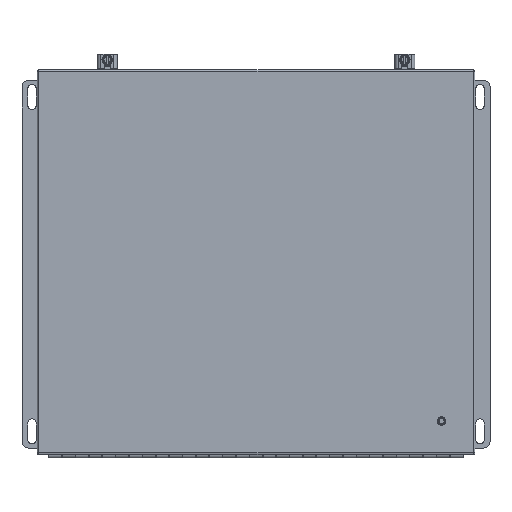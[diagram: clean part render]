
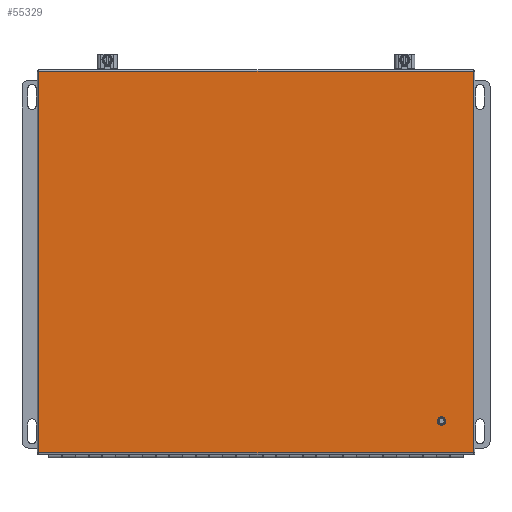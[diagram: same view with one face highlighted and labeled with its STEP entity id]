
A CAD part, top view. The second image highlights one B-rep face of the part: STEP entity #55329.
In plain terms, the highlighted planar face has unit normal (0, 0, 1).
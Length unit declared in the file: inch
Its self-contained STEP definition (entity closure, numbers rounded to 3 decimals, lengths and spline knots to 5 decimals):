
#142 = LINE ( 'NONE', #80061, #82351 ) ;
#5343 = LINE ( 'NONE', #85637, #26908 ) ;
#5784 = DIRECTION ( 'NONE',  ( -1., 0., 0. ) ) ;
#10245 = ORIENTED_EDGE ( 'NONE', *, *, #47757, .T. ) ;
#10368 = VERTEX_POINT ( 'NONE', #61024 ) ;
#12877 = CARTESIAN_POINT ( 'NONE',  ( 16.19, -0.07504, 8.185 ) ) ;
#16091 = CARTESIAN_POINT ( 'NONE',  ( 14.99727, 1.1165, 8.185 ) ) ;
#18937 = EDGE_CURVE ( 'NONE', #10368, #83325, #77335, .T. ) ;
#20276 = DIRECTION ( 'NONE',  ( 0., 1., 0. ) ) ;
#24252 = AXIS2_PLACEMENT_3D ( 'NONE', #16091, #43022, #43465 ) ;
#26908 = VECTOR ( 'NONE', #5784, 39.37008 ) ;
#28197 = ORIENTED_EDGE ( 'NONE', *, *, #18937, .T. ) ;
#33433 = EDGE_LOOP ( 'NONE', ( #28197, #54373, #51171, #10245 ) ) ;
#36221 = CARTESIAN_POINT ( 'NONE',  ( 16.19, 14.19, 8.185 ) ) ;
#36281 = DIRECTION ( 'NONE',  ( 0., -1., 0. ) ) ;
#38120 = FACE_BOUND ( 'NONE', #70755, .T. ) ;
#40489 = EDGE_CURVE ( 'NONE', #45431, #45431, #77270, .T. ) ;
#43022 = DIRECTION ( 'NONE',  ( 0., 0., -1. ) ) ;
#43465 = DIRECTION ( 'NONE',  ( -1., 0., 0. ) ) ;
#43753 = CARTESIAN_POINT ( 'NONE',  ( 16.24985, 8.14639, 8.185 ) ) ;
#45431 = VERTEX_POINT ( 'NONE', #71325 ) ;
#45616 = VECTOR ( 'NONE', #54306, 39.37008 ) ;
#47757 = EDGE_CURVE ( 'NONE', #66382, #10368, #5343, .T. ) ;
#51171 = ORIENTED_EDGE ( 'NONE', *, *, #61060, .T. ) ;
#54306 = DIRECTION ( 'NONE',  ( 1., 0., 0. ) ) ;
#54373 = ORIENTED_EDGE ( 'NONE', *, *, #80279, .T. ) ;
#55147 = LINE ( 'NONE', #56020, #45616 ) ;
#55329 = ADVANCED_FACE ( 'NONE', ( #58218, #38120 ), #64802, .F. ) ;
#56020 = CARTESIAN_POINT ( 'NONE',  ( 16.24985, -0.07504, 8.185 ) ) ;
#56985 = ORIENTED_EDGE ( 'NONE', *, *, #40489, .T. ) ;
#57361 = CARTESIAN_POINT ( 'NONE',  ( -0.0652, -0.07504, 8.185 ) ) ;
#58218 = FACE_OUTER_BOUND ( 'NONE', #33433, .T. ) ;
#61024 = CARTESIAN_POINT ( 'NONE',  ( -0.0652, 14.19, 8.185 ) ) ;
#61060 = EDGE_CURVE ( 'NONE', #85573, #66382, #142, .T. ) ;
#64802 = PLANE ( 'NONE',  #65083 ) ;
#65083 = AXIS2_PLACEMENT_3D ( 'NONE', #43753, #70477, #77478 ) ;
#66382 = VERTEX_POINT ( 'NONE', #36221 ) ;
#70477 = DIRECTION ( 'NONE',  ( 0., 0., -1. ) ) ;
#70755 = EDGE_LOOP ( 'NONE', ( #56985 ) ) ;
#70769 = CARTESIAN_POINT ( 'NONE',  ( -0.0652, 8.14639, 8.185 ) ) ;
#71325 = CARTESIAN_POINT ( 'NONE',  ( 14.84072, 1.1165, 8.185 ) ) ;
#71625 = VECTOR ( 'NONE', #36281, 39.37008 ) ;
#77270 = CIRCLE ( 'NONE', #24252, 0.15655 ) ;
#77335 = LINE ( 'NONE', #70769, #71625 ) ;
#77478 = DIRECTION ( 'NONE',  ( -1., 0., 0. ) ) ;
#80061 = CARTESIAN_POINT ( 'NONE',  ( 16.19, 8.14639, 8.185 ) ) ;
#80279 = EDGE_CURVE ( 'NONE', #83325, #85573, #55147, .T. ) ;
#82351 = VECTOR ( 'NONE', #20276, 39.37008 ) ;
#83325 = VERTEX_POINT ( 'NONE', #57361 ) ;
#85573 = VERTEX_POINT ( 'NONE', #12877 ) ;
#85637 = CARTESIAN_POINT ( 'NONE',  ( 16.24985, 14.19, 8.185 ) ) ;
